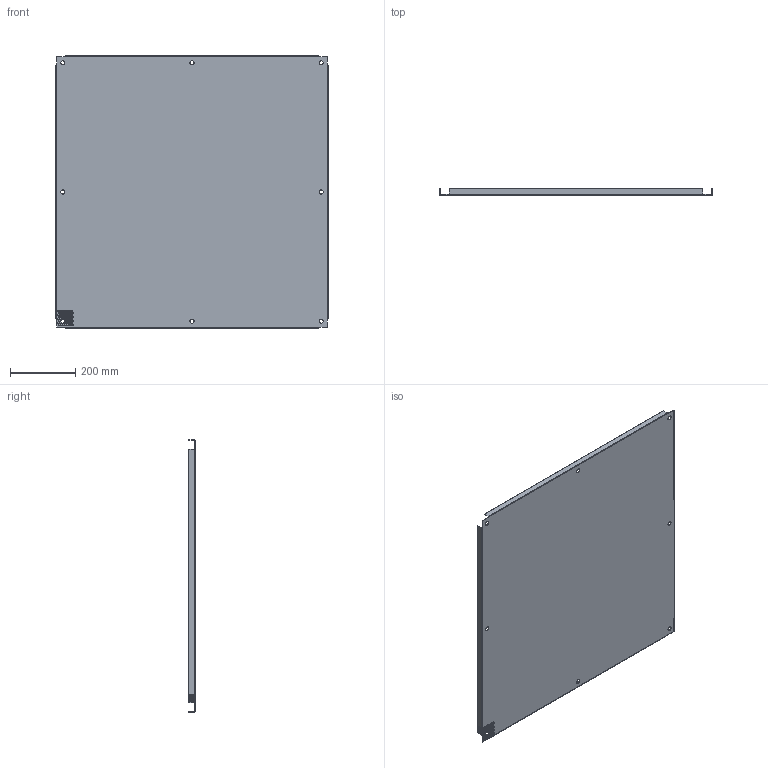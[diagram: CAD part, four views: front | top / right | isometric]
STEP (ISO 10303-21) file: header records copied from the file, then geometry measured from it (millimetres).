
FILE_DESCRIPTION (( 'STEP AP203' ), '1' );
FILE_NAME ('18P3333PP_Default.step', '2019-09-13T18:09:03', ( '' ), ( '' ), 'SwSTEP 2.0', 'SolidWorks 2018', '' );
FILE_SCHEMA (( 'CONFIG_CONTROL_DESIGN' ));
Length unit declared in the file: inch
Products named in the file (1): 18P3333PP_Default
Bounding box: 838.2 x 19.05 x 838.2 mm (x, y, z)
Volume: 1090458.3 mm3; surface area: 1513114.5 mm2
Topology: 1 solids, 1 shells, 262 faces, 792 edges, 518 vertices
Faces by surface type: cylinder 211, plane 43, bspline 8
Entity records: 10507 total; most frequent: CARTESIAN_POINT 2627, DIRECTION 1708, ORIENTED_EDGE 1584, EDGE_CURVE 792, AXIS2_PLACEMENT_3D 677, VERTEX_POINT 518, EDGE_LOOP 424, CIRCLE 422
